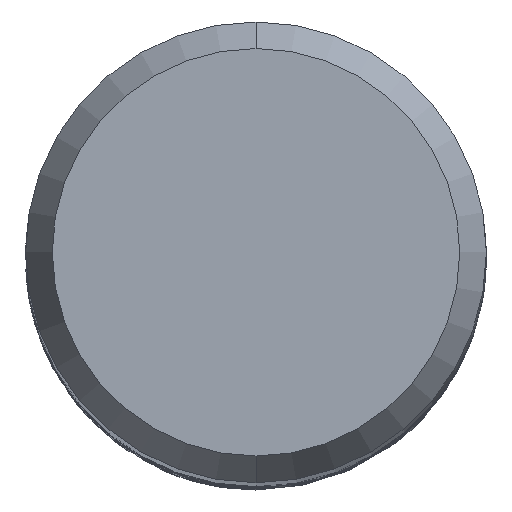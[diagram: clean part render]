
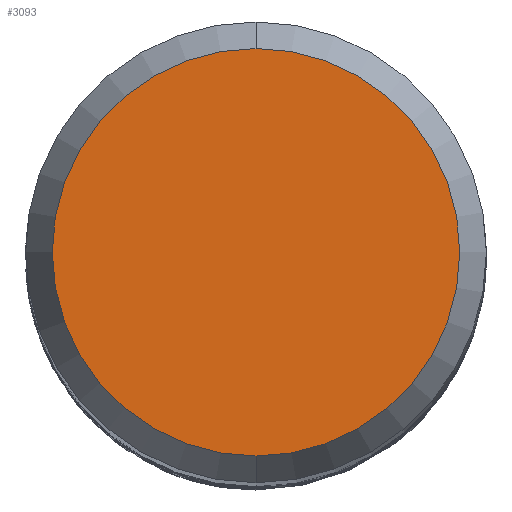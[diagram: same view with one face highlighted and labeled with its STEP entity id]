
A CAD part, top view. The second image highlights one B-rep face of the part: STEP entity #3093.
In plain terms, the highlighted planar face has unit normal (0, 0, 1).
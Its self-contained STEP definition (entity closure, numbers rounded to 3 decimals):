
#1691=EDGE_CURVE('',#2933,#2855,#3880,.T.);
#2065=EDGE_CURVE('',#2855,#2933,#4286,.T.);
#2855=VERTEX_POINT('',#5138);
#2933=VERTEX_POINT('',#5225);
#3093=ADVANCED_FACE('',(#5403),#5404,.T.);
#3880=CIRCLE('',#14119,3.538);
#4286=CIRCLE('',#18787,3.538);
#5138=CARTESIAN_POINT('',(0.0,3.538,0.0));
#5225=CARTESIAN_POINT('',(0.,-3.538,0.0));
#5403=FACE_OUTER_BOUND('',#29553,.T.);
#5404=PLANE('',#29554);
#14119=AXIS2_PLACEMENT_3D('',#32835,#32836,#32837);
#18787=AXIS2_PLACEMENT_3D('',#33288,#33289,#33290);
#29553=EDGE_LOOP('',(#34451,#34452));
#29554=AXIS2_PLACEMENT_3D('',#34453,#34454,#34455);
#32835=CARTESIAN_POINT('',(0.0,0.0,0.0));
#32836=DIRECTION('',(0.0,0.0,-1.0));
#32837=DIRECTION('',(0.0,1.0,0.0));
#33288=CARTESIAN_POINT('',(0.0,0.0,0.0));
#33289=DIRECTION('',(0.0,0.0,-1.0));
#33290=DIRECTION('',(0.0,1.0,0.0));
#34451=ORIENTED_EDGE('',*,*,#2065,.F.);
#34452=ORIENTED_EDGE('',*,*,#1691,.F.);
#34453=CARTESIAN_POINT('',(0.0,1.769,0.0));
#34454=DIRECTION('',(-0.0,0.0,1.0));
#34455=DIRECTION('',(0.0,-1.0,0.0));
